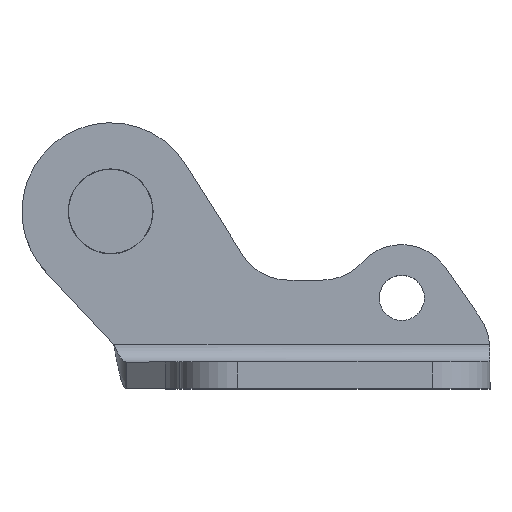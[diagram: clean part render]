
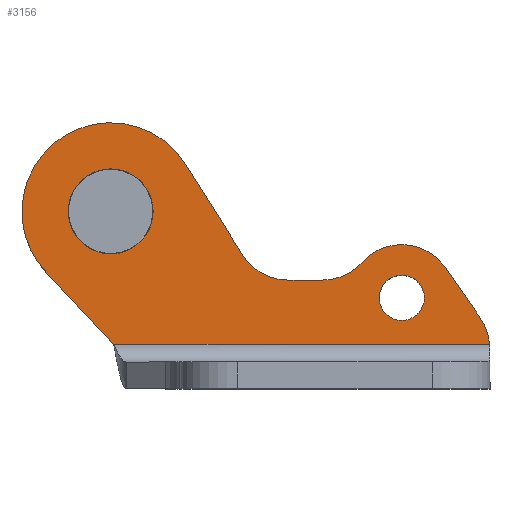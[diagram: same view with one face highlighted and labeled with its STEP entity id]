
A CAD part, top view. The second image highlights one B-rep face of the part: STEP entity #3156.
In plain terms, the highlighted planar face has unit normal (0, 0, 1).
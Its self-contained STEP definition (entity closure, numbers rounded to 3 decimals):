
#54 = ORIENTED_EDGE ( 'NONE', *, *, #1431, .T. ) ;
#96 = CIRCLE ( 'NONE', #822, 6.5 ) ;
#129 = ORIENTED_EDGE ( 'NONE', *, *, #1778, .T. ) ;
#159 = ORIENTED_EDGE ( 'NONE', *, *, #1274, .T. ) ;
#209 = CARTESIAN_POINT ( 'NONE',  ( 37.777, -6.335, 3. ) ) ;
#220 = DIRECTION ( 'NONE',  ( -0.569, 0.822, 0. ) ) ;
#238 = CIRCLE ( 'NONE', #1963, 6. ) ;
#250 = ORIENTED_EDGE ( 'NONE', *, *, #396, .T. ) ;
#280 = ORIENTED_EDGE ( 'NONE', *, *, #3055, .T. ) ;
#281 = CARTESIAN_POINT ( 'NONE',  ( 0.352, -15., 3. ) ) ;
#391 = ORIENTED_EDGE ( 'NONE', *, *, #3553, .T. ) ;
#396 = EDGE_CURVE ( 'NONE', #1055, #863, #2474, .T. ) ;
#441 = VERTEX_POINT ( 'NONE', #2661 ) ;
#454 = VECTOR ( 'NONE', #3289, 1000. ) ;
#499 = DIRECTION ( 'NONE',  ( 0., 0., 1. ) ) ;
#541 = CARTESIAN_POINT ( 'NONE',  ( -7.297, -6.838, 3. ) ) ;
#569 = VECTOR ( 'NONE', #220, 1000. ) ;
#596 = CARTESIAN_POINT ( 'NONE',  ( -7.297, -6.838, 3. ) ) ;
#599 = DIRECTION ( 'NONE',  ( 0., 0., 1. ) ) ;
#610 = VERTEX_POINT ( 'NONE', #2030 ) ;
#614 = DIRECTION ( 'NONE',  ( 0.684, -0.73, 0. ) ) ;
#665 = CARTESIAN_POINT ( 'NONE',  ( 42.77, -15., 3. ) ) ;
#675 = EDGE_CURVE ( 'NONE', #3623, #2058, #1397, .T. ) ;
#706 = EDGE_CURVE ( 'NONE', #3936, #3871, #2894, .T. ) ;
#769 = DIRECTION ( 'NONE',  ( 1., 0., 0. ) ) ;
#812 = DIRECTION ( 'NONE',  ( 1., 0., 0. ) ) ;
#822 = AXIS2_PLACEMENT_3D ( 'NONE', #3765, #3756, #3746 ) ;
#861 = CARTESIAN_POINT ( 'NONE',  ( 32.844, -9.75, 3. ) ) ;
#863 = VERTEX_POINT ( 'NONE', #1384 ) ;
#879 = ORIENTED_EDGE ( 'NONE', *, *, #1897, .T. ) ;
#882 = CARTESIAN_POINT ( 'NONE',  ( 14.921, -4.944, 3. ) ) ;
#906 = VECTOR ( 'NONE', #614, 1000. ) ;
#927 = EDGE_CURVE ( 'NONE', #3707, #1224, #3321, .T. ) ;
#943 = DIRECTION ( 'NONE',  ( 1., 0., 0. ) ) ;
#1011 = CARTESIAN_POINT ( 'NONE',  ( 0., 0., 3. ) ) ;
#1055 = VERTEX_POINT ( 'NONE', #882 ) ;
#1062 = CARTESIAN_POINT ( 'NONE',  ( 32.844, -9.75, 3. ) ) ;
#1065 = CARTESIAN_POINT ( 'NONE',  ( 4.8, 0., 3. ) ) ;
#1073 = DIRECTION ( 'NONE',  ( 1., 0., 0. ) ) ;
#1093 = DIRECTION ( 'NONE',  ( 0., 0., 1. ) ) ;
#1096 = ORIENTED_EDGE ( 'NONE', *, *, #2948, .F. ) ;
#1119 = CARTESIAN_POINT ( 'NONE',  ( 0., 0., 3. ) ) ;
#1135 = CIRCLE ( 'NONE', #2581, 2.55 ) ;
#1152 = CARTESIAN_POINT ( 'NONE',  ( -4.8, 0., 3. ) ) ;
#1224 = VERTEX_POINT ( 'NONE', #541 ) ;
#1235 = ORIENTED_EDGE ( 'NONE', *, *, #706, .T. ) ;
#1274 = EDGE_CURVE ( 'NONE', #1224, #2505, #3267, .T. ) ;
#1277 = VERTEX_POINT ( 'NONE', #665 ) ;
#1308 = LINE ( 'NONE', #2426, #454 ) ;
#1384 = CARTESIAN_POINT ( 'NONE',  ( 8.466, 5.323, 3. ) ) ;
#1392 = DIRECTION ( 'NONE',  ( 0., 0., 1. ) ) ;
#1393 = LINE ( 'NONE', #2650, #569 ) ;
#1397 = CIRCLE ( 'NONE', #2905, 2.55 ) ;
#1415 = DIRECTION ( 'NONE',  ( 1., 0., 0. ) ) ;
#1420 = DIRECTION ( 'NONE',  ( 0., 0., 1. ) ) ;
#1431 = EDGE_CURVE ( 'NONE', #2073, #2481, #1393, .T. ) ;
#1502 = ORIENTED_EDGE ( 'NONE', *, *, #1622, .F. ) ;
#1601 = CARTESIAN_POINT ( 'NONE',  ( 36.3, -15.62, 3. ) ) ;
#1622 = EDGE_CURVE ( 'NONE', #2058, #3623, #1135, .T. ) ;
#1638 = EDGE_CURVE ( 'NONE', #863, #3707, #1789, .T. ) ;
#1640 = DIRECTION ( 'NONE',  ( 1., 0., 0. ) ) ;
#1665 = DIRECTION ( 'NONE',  ( 0., 0., -1. ) ) ;
#1677 = CARTESIAN_POINT ( 'NONE',  ( 0., 0., 3. ) ) ;
#1690 = PLANE ( 'NONE',  #1767 ) ;
#1767 = AXIS2_PLACEMENT_3D ( 'NONE', #1601, #1420, #1415 ) ;
#1774 = DIRECTION ( 'NONE',  ( 1., 0., 0. ) ) ;
#1778 = EDGE_CURVE ( 'NONE', #3871, #3936, #2691, .T. ) ;
#1787 = DIRECTION ( 'NONE',  ( 0., 0., 1. ) ) ;
#1788 = CARTESIAN_POINT ( 'NONE',  ( 32.844, -9.75, 3. ) ) ;
#1789 = CIRCLE ( 'NONE', #2569, 10. ) ;
#1830 = VERTEX_POINT ( 'NONE', #3699 ) ;
#1897 = EDGE_CURVE ( 'NONE', #610, #441, #2318, .T. ) ;
#1959 = CARTESIAN_POINT ( 'NONE',  ( 30.294, -9.75, 3. ) ) ;
#1963 = AXIS2_PLACEMENT_3D ( 'NONE', #3610, #3580, #3530 ) ;
#1968 = ORIENTED_EDGE ( 'NONE', *, *, #2726, .T. ) ;
#1981 = ORIENTED_EDGE ( 'NONE', *, *, #2143, .T. ) ;
#1996 = VECTOR ( 'NONE', #2805, 1000. ) ;
#2030 = CARTESIAN_POINT ( 'NONE',  ( 23.9, -7.75, 3. ) ) ;
#2058 = VERTEX_POINT ( 'NONE', #1959 ) ;
#2073 = VERTEX_POINT ( 'NONE', #2458 ) ;
#2082 = AXIS2_PLACEMENT_3D ( 'NONE', #861, #499, #769 ) ;
#2114 = ORIENTED_EDGE ( 'NONE', *, *, #927, .T. ) ;
#2143 = EDGE_CURVE ( 'NONE', #1830, #610, #3496, .T. ) ;
#2318 = LINE ( 'NONE', #3480, #2936 ) ;
#2325 = AXIS2_PLACEMENT_3D ( 'NONE', #2692, #2675, #2665 ) ;
#2426 = CARTESIAN_POINT ( 'NONE',  ( 36.3, -15., 3. ) ) ;
#2458 = CARTESIAN_POINT ( 'NONE',  ( 41.644, -11.92, 3. ) ) ;
#2474 = LINE ( 'NONE', #2797, #1996 ) ;
#2481 = VERTEX_POINT ( 'NONE', #209 ) ;
#2505 = VERTEX_POINT ( 'NONE', #281 ) ;
#2538 = FACE_BOUND ( 'NONE', #3125, .T. ) ;
#2546 = AXIS2_PLACEMENT_3D ( 'NONE', #3969, #3942, #3928 ) ;
#2569 = AXIS2_PLACEMENT_3D ( 'NONE', #1011, #1093, #1073 ) ;
#2581 = AXIS2_PLACEMENT_3D ( 'NONE', #1062, #1392, #812 ) ;
#2596 = ORIENTED_EDGE ( 'NONE', *, *, #675, .F. ) ;
#2650 = CARTESIAN_POINT ( 'NONE',  ( 41.644, -11.92, 3. ) ) ;
#2661 = CARTESIAN_POINT ( 'NONE',  ( 20., -7.75, 3. ) ) ;
#2665 = DIRECTION ( 'NONE',  ( 1., 0., 0. ) ) ;
#2675 = DIRECTION ( 'NONE',  ( 0., 0., -1. ) ) ;
#2691 = CIRCLE ( 'NONE', #2546, 4.8 ) ;
#2692 = CARTESIAN_POINT ( 'NONE',  ( 23.9, -1.75, 3. ) ) ;
#2726 = EDGE_CURVE ( 'NONE', #2481, #1830, #3974, .T. ) ;
#2775 = AXIS2_PLACEMENT_3D ( 'NONE', #1119, #599, #943 ) ;
#2797 = CARTESIAN_POINT ( 'NONE',  ( 14.921, -4.944, 3. ) ) ;
#2805 = DIRECTION ( 'NONE',  ( -0.532, 0.847, 0. ) ) ;
#2826 = EDGE_LOOP ( 'NONE', ( #129, #1235 ) ) ;
#2888 = AXIS2_PLACEMENT_3D ( 'NONE', #1677, #1665, #1640 ) ;
#2894 = CIRCLE ( 'NONE', #2888, 4.8 ) ;
#2905 = AXIS2_PLACEMENT_3D ( 'NONE', #1788, #1787, #1774 ) ;
#2936 = VECTOR ( 'NONE', #3408, 1000. ) ;
#2948 = EDGE_CURVE ( 'NONE', #1277, #2505, #1308, .T. ) ;
#3055 = EDGE_CURVE ( 'NONE', #441, #1055, #238, .T. ) ;
#3092 = CARTESIAN_POINT ( 'NONE',  ( -10., 0., 3. ) ) ;
#3125 = EDGE_LOOP ( 'NONE', ( #1502, #2596 ) ) ;
#3156 = ADVANCED_FACE ( 'NONE', ( #3363, #3263, #2538 ), #1690, .T. ) ;
#3263 = FACE_OUTER_BOUND ( 'NONE', #3926, .T. ) ;
#3267 = LINE ( 'NONE', #596, #906 ) ;
#3289 = DIRECTION ( 'NONE',  ( -1., 0., 0. ) ) ;
#3321 = CIRCLE ( 'NONE', #2775, 10. ) ;
#3363 = FACE_BOUND ( 'NONE', #2826, .T. ) ;
#3408 = DIRECTION ( 'NONE',  ( -1., 0., 0. ) ) ;
#3480 = CARTESIAN_POINT ( 'NONE',  ( 20., -7.75, 3. ) ) ;
#3496 = CIRCLE ( 'NONE', #2325, 6. ) ;
#3530 = DIRECTION ( 'NONE',  ( 1., 0., 0. ) ) ;
#3553 = EDGE_CURVE ( 'NONE', #1277, #2073, #96, .T. ) ;
#3580 = DIRECTION ( 'NONE',  ( 0., 0., -1. ) ) ;
#3610 = CARTESIAN_POINT ( 'NONE',  ( 20., -1.75, 3. ) ) ;
#3623 = VERTEX_POINT ( 'NONE', #3648 ) ;
#3648 = CARTESIAN_POINT ( 'NONE',  ( 35.394, -9.75, 3. ) ) ;
#3699 = CARTESIAN_POINT ( 'NONE',  ( 28.372, -5.75, 3. ) ) ;
#3707 = VERTEX_POINT ( 'NONE', #3092 ) ;
#3712 = ORIENTED_EDGE ( 'NONE', *, *, #1638, .T. ) ;
#3746 = DIRECTION ( 'NONE',  ( 1., 0., 0. ) ) ;
#3756 = DIRECTION ( 'NONE',  ( 0., 0., 1. ) ) ;
#3765 = CARTESIAN_POINT ( 'NONE',  ( 36.3, -15.62, 3. ) ) ;
#3871 = VERTEX_POINT ( 'NONE', #1152 ) ;
#3926 = EDGE_LOOP ( 'NONE', ( #1096, #391, #54, #1968, #1981, #879, #280, #250, #3712, #2114, #159 ) ) ;
#3928 = DIRECTION ( 'NONE',  ( 1., 0., 0. ) ) ;
#3936 = VERTEX_POINT ( 'NONE', #1065 ) ;
#3942 = DIRECTION ( 'NONE',  ( 0., 0., -1. ) ) ;
#3969 = CARTESIAN_POINT ( 'NONE',  ( 0., 0., 3. ) ) ;
#3974 = CIRCLE ( 'NONE', #2082, 6. ) ;
